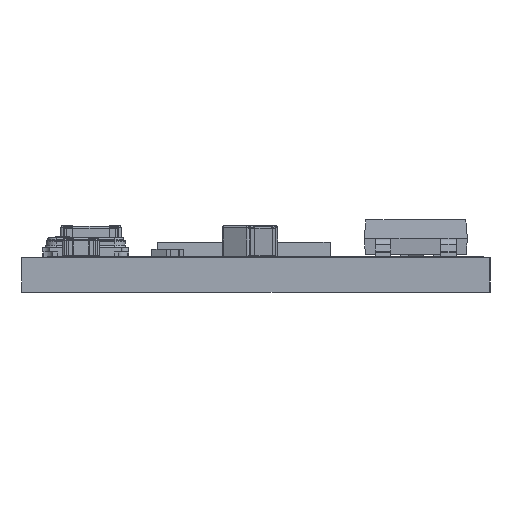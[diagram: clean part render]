
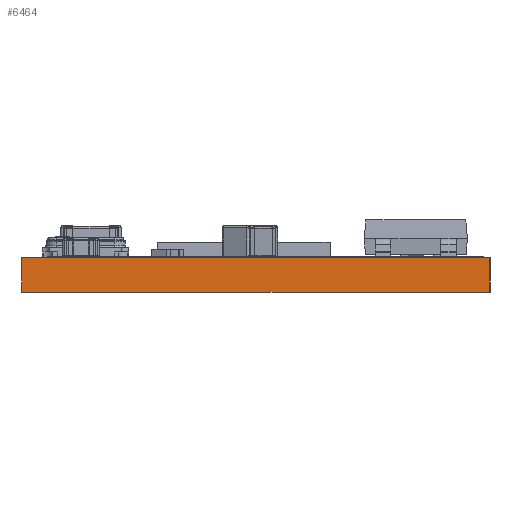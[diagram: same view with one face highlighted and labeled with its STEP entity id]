
A CAD part, left-side view. The second image highlights one B-rep face of the part: STEP entity #6464.
In plain terms, the highlighted planar face has unit normal (-1, 0, 0).
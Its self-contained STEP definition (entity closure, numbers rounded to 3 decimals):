
#644 = AXIS2_PLACEMENT_3D ( 'NONE', #17610, #23186, #10333 ) ;
#897 = CARTESIAN_POINT ( 'NONE',  ( 0., -6.6, 0. ) ) ;
#1356 = VECTOR ( 'NONE', #5364, 1000. ) ;
#2287 = EDGE_CURVE ( 'NONE', #22030, #5962, #28373, .T. ) ;
#5364 = DIRECTION ( 'NONE',  ( 0., 1., 0. ) ) ;
#5599 = CARTESIAN_POINT ( 'NONE',  ( 0., 7., 0. ) ) ;
#5962 = VERTEX_POINT ( 'NONE', #31215 ) ;
#6464 = ADVANCED_FACE ( 'NONE', ( #25709 ), #20988, .T. ) ;
#9261 = VECTOR ( 'NONE', #10323, 1000. ) ;
#10323 = DIRECTION ( 'NONE',  ( 0., 0., -1. ) ) ;
#10333 = DIRECTION ( 'NONE',  ( 0., 0., 1. ) ) ;
#12733 = VERTEX_POINT ( 'NONE', #897 ) ;
#13994 = CARTESIAN_POINT ( 'NONE',  ( 0., -6.6, 0. ) ) ;
#14165 = DIRECTION ( 'NONE',  ( 0., 0., -1. ) ) ;
#14195 = EDGE_CURVE ( 'NONE', #12733, #22030, #17034, .T. ) ;
#16118 = ORIENTED_EDGE ( 'NONE', *, *, #29824, .T. ) ;
#16385 = EDGE_LOOP ( 'NONE', ( #26467, #16118, #17665, #32348 ) ) ;
#17034 = LINE ( 'NONE', #13994, #23179 ) ;
#17610 = CARTESIAN_POINT ( 'NONE',  ( 0., -6.6, 0. ) ) ;
#17665 = ORIENTED_EDGE ( 'NONE', *, *, #2287, .F. ) ;
#18285 = LINE ( 'NONE', #23521, #29433 ) ;
#18746 = EDGE_CURVE ( 'NONE', #12733, #20263, #18285, .T. ) ;
#20263 = VERTEX_POINT ( 'NONE', #5599 ) ;
#20286 = CARTESIAN_POINT ( 'NONE',  ( 0., -6.6, -1. ) ) ;
#20988 = PLANE ( 'NONE',  #644 ) ;
#22030 = VERTEX_POINT ( 'NONE', #20286 ) ;
#23179 = VECTOR ( 'NONE', #14165, 1000. ) ;
#23186 = DIRECTION ( 'NONE',  ( -1., 0., 0. ) ) ;
#23521 = CARTESIAN_POINT ( 'NONE',  ( 0., -6.6, 0. ) ) ;
#25709 = FACE_OUTER_BOUND ( 'NONE', #16385, .T. ) ;
#26204 = LINE ( 'NONE', #31103, #9261 ) ;
#26467 = ORIENTED_EDGE ( 'NONE', *, *, #18746, .T. ) ;
#28373 = LINE ( 'NONE', #30726, #1356 ) ;
#29433 = VECTOR ( 'NONE', #30476, 1000. ) ;
#29824 = EDGE_CURVE ( 'NONE', #20263, #5962, #26204, .T. ) ;
#30476 = DIRECTION ( 'NONE',  ( 0., 1., 0. ) ) ;
#30726 = CARTESIAN_POINT ( 'NONE',  ( 0., -6.6, -1. ) ) ;
#31103 = CARTESIAN_POINT ( 'NONE',  ( 0., 7., 0. ) ) ;
#31215 = CARTESIAN_POINT ( 'NONE',  ( 0., 7., -1. ) ) ;
#32348 = ORIENTED_EDGE ( 'NONE', *, *, #14195, .F. ) ;
